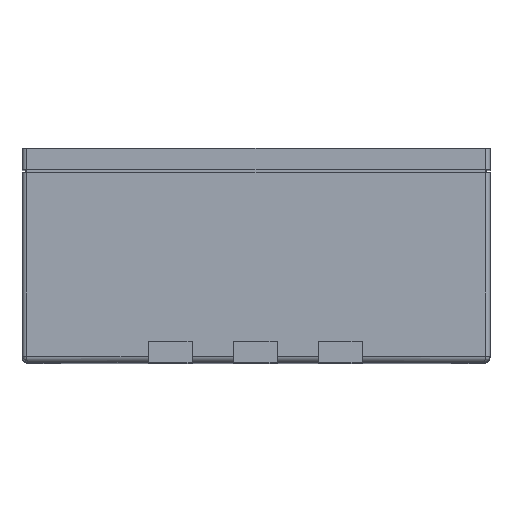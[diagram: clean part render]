
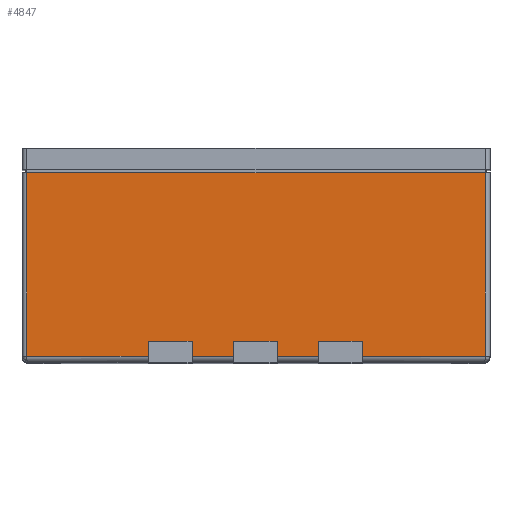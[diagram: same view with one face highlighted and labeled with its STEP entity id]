
A CAD part, top view. The second image highlights one B-rep face of the part: STEP entity #4847.
In plain terms, the highlighted planar face has unit normal (0, 0, 1).
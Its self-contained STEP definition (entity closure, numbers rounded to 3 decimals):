
#41=PLANE('',#5053);
#405=ORIENTED_EDGE('',*,*,#1261,.T.);
#406=ORIENTED_EDGE('',*,*,#1273,.T.);
#407=ORIENTED_EDGE('',*,*,#1274,.F.);
#408=ORIENTED_EDGE('',*,*,#1267,.T.);
#409=ORIENTED_EDGE('',*,*,#1398,.T.);
#410=ORIENTED_EDGE('',*,*,#1399,.T.);
#411=ORIENTED_EDGE('',*,*,#1400,.F.);
#412=ORIENTED_EDGE('',*,*,#1401,.T.);
#413=ORIENTED_EDGE('',*,*,#1402,.T.);
#414=ORIENTED_EDGE('',*,*,#1403,.T.);
#415=ORIENTED_EDGE('',*,*,#1404,.F.);
#416=ORIENTED_EDGE('',*,*,#1405,.T.);
#417=ORIENTED_EDGE('',*,*,#1277,.T.);
#418=ORIENTED_EDGE('',*,*,#1288,.T.);
#419=ORIENTED_EDGE('',*,*,#1289,.F.);
#420=ORIENTED_EDGE('',*,*,#1282,.T.);
#1261=EDGE_CURVE('',#1769,#1768,#2101,.F.);
#1267=EDGE_CURVE('',#1770,#1774,#2105,.T.);
#1273=EDGE_CURVE('',#1768,#1777,#2111,.T.);
#1274=EDGE_CURVE('',#1770,#1777,#2112,.T.);
#1277=EDGE_CURVE('',#1781,#1780,#2114,.F.);
#1282=EDGE_CURVE('',#1782,#1769,#2118,.T.);
#1288=EDGE_CURVE('',#1780,#1787,#2124,.T.);
#1289=EDGE_CURVE('',#1782,#1787,#2125,.T.);
#1398=EDGE_CURVE('',#1774,#1895,#2234,.F.);
#1399=EDGE_CURVE('',#1895,#1896,#2235,.F.);
#1400=EDGE_CURVE('',#1897,#1896,#2236,.T.);
#1401=EDGE_CURVE('',#1897,#1898,#2237,.T.);
#1402=EDGE_CURVE('',#1898,#1899,#2238,.F.);
#1403=EDGE_CURVE('',#1899,#1900,#2239,.T.);
#1404=EDGE_CURVE('',#1901,#1900,#2240,.T.);
#1405=EDGE_CURVE('',#1901,#1781,#2241,.T.);
#1768=VERTEX_POINT('',#6244);
#1769=VERTEX_POINT('',#6246);
#1770=VERTEX_POINT('',#6250);
#1774=VERTEX_POINT('',#6257);
#1777=VERTEX_POINT('',#6268);
#1780=VERTEX_POINT('',#6277);
#1781=VERTEX_POINT('',#6279);
#1782=VERTEX_POINT('',#6283);
#1787=VERTEX_POINT('',#6298);
#1895=VERTEX_POINT('',#6520);
#1896=VERTEX_POINT('',#6522);
#1897=VERTEX_POINT('',#6524);
#1898=VERTEX_POINT('',#6526);
#1899=VERTEX_POINT('',#6528);
#1900=VERTEX_POINT('',#6530);
#1901=VERTEX_POINT('',#6532);
#2101=LINE('',#6245,#2550);
#2105=LINE('',#6258,#2554);
#2111=LINE('',#6269,#2560);
#2112=LINE('',#6271,#2561);
#2114=LINE('',#6278,#2563);
#2118=LINE('',#6288,#2567);
#2124=LINE('',#6299,#2573);
#2125=LINE('',#6301,#2574);
#2234=LINE('',#6519,#2683);
#2235=LINE('',#6521,#2684);
#2236=LINE('',#6523,#2685);
#2237=LINE('',#6525,#2686);
#2238=LINE('',#6527,#2687);
#2239=LINE('',#6529,#2688);
#2240=LINE('',#6531,#2689);
#2241=LINE('',#6533,#2690);
#2550=VECTOR('',#5294,1000.);
#2554=VECTOR('',#5304,1000.);
#2560=VECTOR('',#5314,1000.);
#2561=VECTOR('',#5317,1000.);
#2563=VECTOR('',#5323,1000.);
#2567=VECTOR('',#5331,1000.);
#2573=VECTOR('',#5341,1000.);
#2574=VECTOR('',#5344,1000.);
#2683=VECTOR('',#5457,1000.);
#2684=VECTOR('',#5458,1000.);
#2685=VECTOR('',#5459,1000.);
#2686=VECTOR('',#5460,1000.);
#2687=VECTOR('',#5461,1000.);
#2688=VECTOR('',#5462,1000.);
#2689=VECTOR('',#5463,1000.);
#2690=VECTOR('',#5464,1000.);
#3024=EDGE_LOOP('',(#405,#406,#407,#408,#409,#410,#411,#412,#413,#414,#415,
#416,#417,#418,#419,#420));
#3241=FACE_BOUND('',#3024,.T.);
#4847=ADVANCED_FACE('',(#3241),#41,.T.);
#5053=AXIS2_PLACEMENT_3D('',#6518,#5455,#5456);
#5294=DIRECTION('',(-1.,0.,0.));
#5304=DIRECTION('',(0.,-1.,0.));
#5314=DIRECTION('',(0.,1.,0.));
#5317=DIRECTION('',(-1.,0.,0.));
#5323=DIRECTION('',(-1.,0.,0.));
#5331=DIRECTION('',(0.,-1.,0.));
#5341=DIRECTION('',(0.,1.,0.));
#5344=DIRECTION('',(-1.,0.,0.));
#5455=DIRECTION('',(0.,0.,1.));
#5456=DIRECTION('',(1.,0.,0.));
#5457=DIRECTION('',(-1.,0.,0.));
#5458=DIRECTION('',(0.,-1.,0.));
#5459=DIRECTION('',(1.,0.,0.));
#5460=DIRECTION('',(0.,-1.,0.));
#5461=DIRECTION('',(-1.,0.,0.));
#5462=DIRECTION('',(0.,1.,0.));
#5463=DIRECTION('',(-1.,0.,0.));
#5464=DIRECTION('',(0.,-1.,0.));
#6244=CARTESIAN_POINT('',(1.597,0.171,7.75));
#6245=CARTESIAN_POINT('',(6.,0.171,7.75));
#6246=CARTESIAN_POINT('',(0.543,0.171,7.75));
#6250=CARTESIAN_POINT('',(2.724,0.557,7.75));
#6257=CARTESIAN_POINT('',(2.724,0.171,7.75));
#6258=CARTESIAN_POINT('',(2.724,5.5,7.75));
#6268=CARTESIAN_POINT('',(1.597,0.557,7.75));
#6269=CARTESIAN_POINT('',(1.597,5.5,7.75));
#6271=CARTESIAN_POINT('',(10.363,0.557,7.75));
#6277=CARTESIAN_POINT('',(-0.585,0.171,7.75));
#6278=CARTESIAN_POINT('',(6.,0.171,7.75));
#6279=CARTESIAN_POINT('',(-1.638,0.171,7.75));
#6283=CARTESIAN_POINT('',(0.543,0.557,7.75));
#6288=CARTESIAN_POINT('',(0.543,5.5,7.75));
#6298=CARTESIAN_POINT('',(-0.585,0.557,7.75));
#6299=CARTESIAN_POINT('',(-0.585,5.5,7.75));
#6301=CARTESIAN_POINT('',(8.181,0.557,7.75));
#6518=CARTESIAN_POINT('',(6.,5.5,7.75));
#6519=CARTESIAN_POINT('',(6.,0.171,7.75));
#6520=CARTESIAN_POINT('',(5.882,0.171,7.75));
#6521=CARTESIAN_POINT('',(5.882,5.5,7.75));
#6522=CARTESIAN_POINT('',(5.882,4.868,7.75));
#6523=CARTESIAN_POINT('',(6.,4.868,7.75));
#6524=CARTESIAN_POINT('',(-5.882,4.868,7.75));
#6525=CARTESIAN_POINT('',(-5.882,5.5,7.75));
#6526=CARTESIAN_POINT('',(-5.882,0.171,7.75));
#6527=CARTESIAN_POINT('',(6.,0.171,7.75));
#6528=CARTESIAN_POINT('',(-2.766,0.171,7.75));
#6529=CARTESIAN_POINT('',(-2.766,5.5,7.75));
#6530=CARTESIAN_POINT('',(-2.766,0.557,7.75));
#6531=CARTESIAN_POINT('',(6.,0.557,7.75));
#6532=CARTESIAN_POINT('',(-1.638,0.557,7.75));
#6533=CARTESIAN_POINT('',(-1.638,5.5,7.75));
